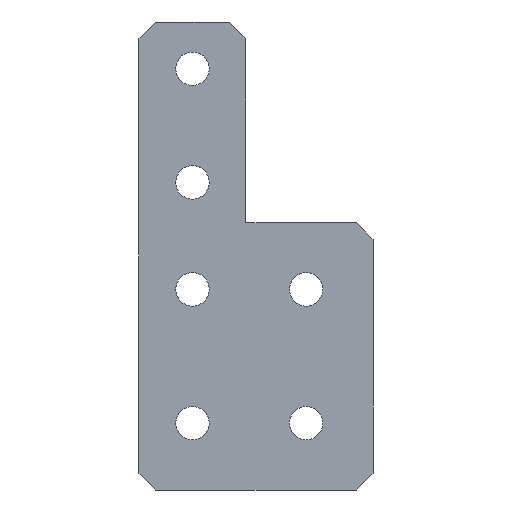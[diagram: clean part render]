
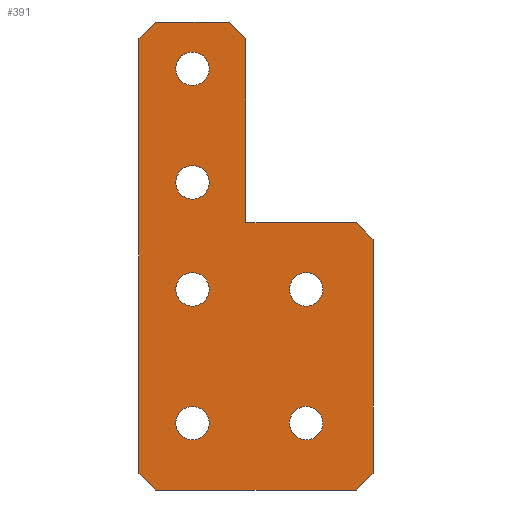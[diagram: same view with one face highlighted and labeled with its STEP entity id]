
A CAD part, front view. The second image highlights one B-rep face of the part: STEP entity #391.
In plain terms, the highlighted planar face has unit normal (0, -1, 0).
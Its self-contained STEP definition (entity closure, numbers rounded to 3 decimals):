
#27=FACE_BOUND('',#89,.T.);
#28=FACE_BOUND('',#90,.T.);
#29=FACE_BOUND('',#91,.T.);
#30=FACE_BOUND('',#92,.T.);
#31=FACE_BOUND('',#93,.T.);
#32=FACE_BOUND('',#94,.T.);
#39=CIRCLE('',#412,2.5);
#40=CIRCLE('',#414,2.5);
#41=CIRCLE('',#416,2.5);
#42=CIRCLE('',#418,2.5);
#43=CIRCLE('',#420,2.5);
#44=CIRCLE('',#422,2.5);
#63=FACE_OUTER_BOUND('',#88,.T.);
#88=EDGE_LOOP('',(#343,#344,#345,#346,#347,#348,#349,#350,#351,#352,#353));
#89=EDGE_LOOP('',(#354));
#90=EDGE_LOOP('',(#355));
#91=EDGE_LOOP('',(#356));
#92=EDGE_LOOP('',(#357));
#93=EDGE_LOOP('',(#358));
#94=EDGE_LOOP('',(#359));
#95=LINE('',#532,#134);
#101=LINE('',#543,#140);
#111=LINE('',#576,#150);
#114=LINE('',#581,#153);
#115=LINE('',#584,#154);
#118=LINE('',#589,#157);
#119=LINE('',#592,#158);
#122=LINE('',#597,#161);
#123=LINE('',#601,#162);
#126=LINE('',#605,#165);
#133=LINE('',#631,#172);
#134=VECTOR('',#429,10.);
#140=VECTOR('',#437,10.);
#150=VECTOR('',#463,10.);
#153=VECTOR('',#468,10.);
#154=VECTOR('',#471,10.);
#157=VECTOR('',#476,10.);
#158=VECTOR('',#479,10.);
#161=VECTOR('',#484,10.);
#162=VECTOR('',#487,10.);
#165=VECTOR('',#492,10.);
#172=VECTOR('',#525,10.);
#173=VERTEX_POINT('',#530);
#174=VERTEX_POINT('',#531);
#178=VERTEX_POINT('',#541);
#193=VERTEX_POINT('',#575);
#194=VERTEX_POINT('',#579);
#195=VERTEX_POINT('',#583);
#196=VERTEX_POINT('',#587);
#197=VERTEX_POINT('',#591);
#198=VERTEX_POINT('',#595);
#199=VERTEX_POINT('',#599);
#200=VERTEX_POINT('',#600);
#201=VERTEX_POINT('',#607);
#202=VERTEX_POINT('',#611);
#203=VERTEX_POINT('',#615);
#204=VERTEX_POINT('',#619);
#205=VERTEX_POINT('',#623);
#206=VERTEX_POINT('',#627);
#207=EDGE_CURVE('',#173,#174,#95,.T.);
#213=EDGE_CURVE('',#173,#178,#101,.T.);
#229=EDGE_CURVE('',#193,#178,#111,.T.);
#232=EDGE_CURVE('',#193,#194,#114,.T.);
#233=EDGE_CURVE('',#195,#194,#115,.T.);
#236=EDGE_CURVE('',#195,#196,#118,.T.);
#237=EDGE_CURVE('',#197,#196,#119,.T.);
#240=EDGE_CURVE('',#197,#198,#122,.T.);
#241=EDGE_CURVE('',#199,#200,#123,.T.);
#244=EDGE_CURVE('',#198,#200,#126,.T.);
#245=EDGE_CURVE('',#201,#201,#39,.T.);
#247=EDGE_CURVE('',#202,#202,#40,.T.);
#249=EDGE_CURVE('',#203,#203,#41,.T.);
#251=EDGE_CURVE('',#204,#204,#42,.T.);
#253=EDGE_CURVE('',#205,#205,#43,.T.);
#255=EDGE_CURVE('',#206,#206,#44,.T.);
#257=EDGE_CURVE('',#199,#174,#133,.T.);
#343=ORIENTED_EDGE('',*,*,#207,.F.);
#344=ORIENTED_EDGE('',*,*,#213,.T.);
#345=ORIENTED_EDGE('',*,*,#229,.F.);
#346=ORIENTED_EDGE('',*,*,#232,.T.);
#347=ORIENTED_EDGE('',*,*,#233,.F.);
#348=ORIENTED_EDGE('',*,*,#236,.T.);
#349=ORIENTED_EDGE('',*,*,#237,.F.);
#350=ORIENTED_EDGE('',*,*,#240,.T.);
#351=ORIENTED_EDGE('',*,*,#244,.T.);
#352=ORIENTED_EDGE('',*,*,#241,.F.);
#353=ORIENTED_EDGE('',*,*,#257,.T.);
#354=ORIENTED_EDGE('',*,*,#255,.T.);
#355=ORIENTED_EDGE('',*,*,#253,.T.);
#356=ORIENTED_EDGE('',*,*,#251,.T.);
#357=ORIENTED_EDGE('',*,*,#249,.T.);
#358=ORIENTED_EDGE('',*,*,#247,.T.);
#359=ORIENTED_EDGE('',*,*,#245,.T.);
#372=PLANE('',#424);
#391=ADVANCED_FACE('',(#63,#27,#28,#29,#30,#31,#32),#372,.F.);
#412=AXIS2_PLACEMENT_3D('',#608,#495,#496);
#414=AXIS2_PLACEMENT_3D('',#612,#500,#501);
#416=AXIS2_PLACEMENT_3D('',#616,#505,#506);
#418=AXIS2_PLACEMENT_3D('',#620,#510,#511);
#420=AXIS2_PLACEMENT_3D('',#624,#515,#516);
#422=AXIS2_PLACEMENT_3D('',#628,#520,#521);
#424=AXIS2_PLACEMENT_3D('',#632,#526,#527);
#429=DIRECTION('',(0.707,0.,0.707));
#437=DIRECTION('',(0.,0.,-1.));
#463=DIRECTION('',(-0.707,0.,0.707));
#468=DIRECTION('',(1.,0.,0.));
#471=DIRECTION('',(-0.707,0.,-0.707));
#476=DIRECTION('',(0.,0.,1.));
#479=DIRECTION('',(0.707,0.,-0.707));
#484=DIRECTION('',(-1.,0.,0.));
#487=DIRECTION('',(0.707,0.,-0.707));
#492=DIRECTION('',(0.,0.,1.));
#495=DIRECTION('center_axis',(0.,1.,0.));
#496=DIRECTION('ref_axis',(1.,0.,0.));
#500=DIRECTION('center_axis',(0.,1.,0.));
#501=DIRECTION('ref_axis',(1.,0.,0.));
#505=DIRECTION('center_axis',(0.,1.,0.));
#506=DIRECTION('ref_axis',(1.,0.,0.));
#510=DIRECTION('center_axis',(0.,1.,0.));
#511=DIRECTION('ref_axis',(1.,0.,0.));
#515=DIRECTION('center_axis',(0.,1.,0.));
#516=DIRECTION('ref_axis',(1.,0.,0.));
#520=DIRECTION('center_axis',(0.,1.,0.));
#521=DIRECTION('ref_axis',(1.,0.,0.));
#525=DIRECTION('',(-1.,0.,0.));
#526=DIRECTION('center_axis',(0.,1.,0.));
#527=DIRECTION('ref_axis',(1.,0.,0.));
#530=CARTESIAN_POINT('',(-8.,-5.,47.5));
#531=CARTESIAN_POINT('',(-5.5,-5.,50.));
#532=CARTESIAN_POINT('',(-11.125,-5.,44.375));
#541=CARTESIAN_POINT('',(-8.,-5.,-17.5));
#543=CARTESIAN_POINT('',(-8.,-5.,-20.));
#575=CARTESIAN_POINT('',(-5.5,-5.,-20.));
#576=CARTESIAN_POINT('',(-11.125,-5.,-14.375));
#579=CARTESIAN_POINT('',(24.5,-5.,-20.));
#581=CARTESIAN_POINT('',(27.,-5.,-20.));
#583=CARTESIAN_POINT('',(27.,-5.,-17.5));
#584=CARTESIAN_POINT('',(30.125,-5.,-14.375));
#587=CARTESIAN_POINT('',(27.,-5.,17.5));
#589=CARTESIAN_POINT('',(27.,-5.,20.));
#591=CARTESIAN_POINT('',(24.5,-5.,20.));
#592=CARTESIAN_POINT('',(22.625,-5.,21.875));
#595=CARTESIAN_POINT('',(8.,-5.,20.));
#597=CARTESIAN_POINT('',(8.,-5.,20.));
#599=CARTESIAN_POINT('',(5.5,-5.,50.));
#600=CARTESIAN_POINT('',(8.,-5.,47.5));
#601=CARTESIAN_POINT('',(15.875,-5.,39.625));
#605=CARTESIAN_POINT('',(8.,-5.,50.));
#607=CARTESIAN_POINT('',(-2.5,-5.,10.));
#608=CARTESIAN_POINT('Origin',(0.,-5.,10.));
#611=CARTESIAN_POINT('',(14.5,-5.,10.));
#612=CARTESIAN_POINT('Origin',(17.,-5.,10.));
#615=CARTESIAN_POINT('',(14.5,-5.,-10.));
#616=CARTESIAN_POINT('Origin',(17.,-5.,-10.));
#619=CARTESIAN_POINT('',(-2.5,-5.,43.));
#620=CARTESIAN_POINT('Origin',(0.,-5.,43.));
#623=CARTESIAN_POINT('',(-2.5,-5.,-10.));
#624=CARTESIAN_POINT('Origin',(0.,-5.,-10.));
#627=CARTESIAN_POINT('',(-2.5,-5.,26.));
#628=CARTESIAN_POINT('Origin',(0.,-5.,26.));
#631=CARTESIAN_POINT('',(-8.,-5.,50.));
#632=CARTESIAN_POINT('Origin',(9.5,-5.,15.));
